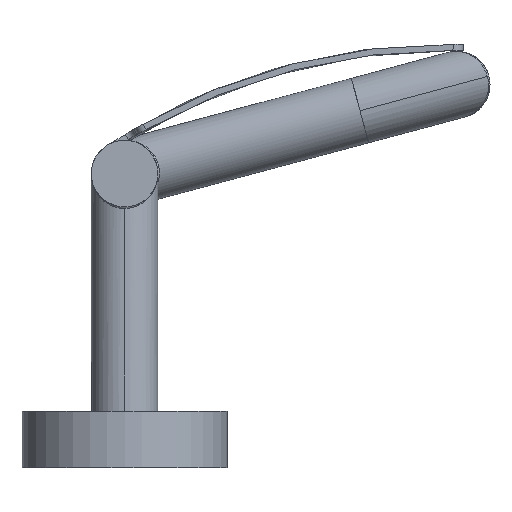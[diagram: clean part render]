
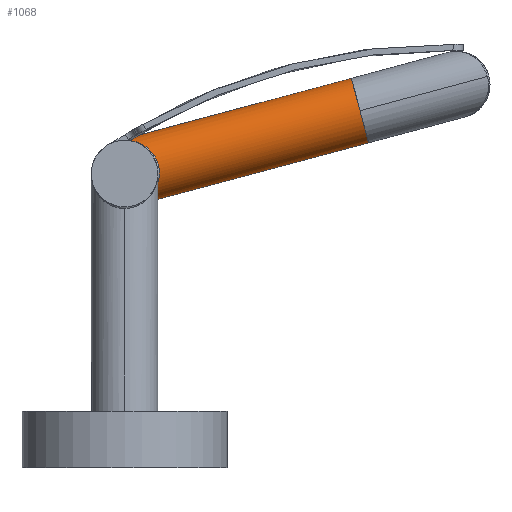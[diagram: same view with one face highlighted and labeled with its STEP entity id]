
A CAD part, left-side view. The second image highlights one B-rep face of the part: STEP entity #1068.
In plain terms, the highlighted cylindrical face has radius 6.5 mm (diameter 13 mm), a partial arc.
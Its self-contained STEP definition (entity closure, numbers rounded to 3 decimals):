
#139 = CYLINDRICAL_SURFACE ( 'NONE', #1552, 6.5 ) ;
#337 = CARTESIAN_POINT ( 'NONE',  ( 35., -53.4, 6.5 ) ) ;
#357 = CARTESIAN_POINT ( 'NONE',  ( 48., 0., -6.5 ) ) ;
#410 = FACE_OUTER_BOUND ( 'NONE', #916, .T. ) ;
#437 =( BOUNDED_CURVE ( )  B_SPLINE_CURVE ( 3, ( #1100, #1262, #1432, #357 ),
 .UNSPECIFIED., .F., .F. ) 
 B_SPLINE_CURVE_WITH_KNOTS ( ( 4, 4 ),
 ( 4.712, 7.854 ),
 .UNSPECIFIED. ) 
 CURVE ( )  GEOMETRIC_REPRESENTATION_ITEM ( )  RATIONAL_B_SPLINE_CURVE ( ( 1., 0.333, 0.333, 1. ) ) 
 REPRESENTATION_ITEM ( '' )  );
#444 = VERTEX_POINT ( 'NONE', #938 ) ;
#454 = CARTESIAN_POINT ( 'NONE',  ( 48., 0., 6.5 ) ) ;
#524 = CARTESIAN_POINT ( 'NONE',  ( 48., -67., 6.5 ) ) ;
#590 = LINE ( 'NONE', #1680, #921 ) ;
#638 = ORIENTED_EDGE ( 'NONE', *, *, #1615, .T. ) ;
#649 = DIRECTION ( 'NONE',  ( 0., -1., 0. ) ) ;
#663 = LINE ( 'NONE', #454, #2033 ) ;
#723 = CARTESIAN_POINT ( 'NONE',  ( 48., -67., -6.5 ) ) ;
#820 = ORIENTED_EDGE ( 'NONE', *, *, #2183, .F. ) ;
#916 = EDGE_LOOP ( 'NONE', ( #820, #638, #1515, #1292 ) ) ;
#920 = CARTESIAN_POINT ( 'NONE',  ( 35., -53.4, -6.5 ) ) ;
#921 = VECTOR ( 'NONE', #2026, 1000. ) ;
#938 = CARTESIAN_POINT ( 'NONE',  ( 48., 0., 6.5 ) ) ;
#953 = EDGE_CURVE ( 'NONE', #1116, #980, #1516, .T. ) ;
#980 = VERTEX_POINT ( 'NONE', #524 ) ;
#1068 = ADVANCED_FACE ( 'NONE', ( #410 ), #139, .T. ) ;
#1096 = CARTESIAN_POINT ( 'NONE',  ( 48., 0., 0. ) ) ;
#1100 = CARTESIAN_POINT ( 'NONE',  ( 48., 0., 6.5 ) ) ;
#1109 = CARTESIAN_POINT ( 'NONE',  ( 48., 0., -6.5 ) ) ;
#1116 = VERTEX_POINT ( 'NONE', #1426 ) ;
#1257 = DIRECTION ( 'NONE',  ( 0., -1., 0. ) ) ;
#1262 = CARTESIAN_POINT ( 'NONE',  ( 35., -13.6, 6.5 ) ) ;
#1292 = ORIENTED_EDGE ( 'NONE', *, *, #953, .T. ) ;
#1426 = CARTESIAN_POINT ( 'NONE',  ( 48., -67., -6.5 ) ) ;
#1432 = CARTESIAN_POINT ( 'NONE',  ( 35., -13.6, -6.5 ) ) ;
#1498 = EDGE_CURVE ( 'NONE', #1668, #1116, #590, .T. ) ;
#1515 = ORIENTED_EDGE ( 'NONE', *, *, #1498, .T. ) ;
#1516 =( BOUNDED_CURVE ( )  B_SPLINE_CURVE ( 3, ( #723, #920, #337, #2255 ),
 .UNSPECIFIED., .F., .T. ) 
 B_SPLINE_CURVE_WITH_KNOTS ( ( 4, 4 ),
 ( 1.571, 4.712 ),
 .UNSPECIFIED. ) 
 CURVE ( )  GEOMETRIC_REPRESENTATION_ITEM ( )  RATIONAL_B_SPLINE_CURVE ( ( 1., 0.333, 0.333, 1. ) ) 
 REPRESENTATION_ITEM ( '' )  );
#1552 = AXIS2_PLACEMENT_3D ( 'NONE', #1096, #1257, #1919 ) ;
#1615 = EDGE_CURVE ( 'NONE', #444, #1668, #437, .T. ) ;
#1668 = VERTEX_POINT ( 'NONE', #1109 ) ;
#1680 = CARTESIAN_POINT ( 'NONE',  ( 48., 0., -6.5 ) ) ;
#1919 = DIRECTION ( 'NONE',  ( 0., 0., -1. ) ) ;
#2026 = DIRECTION ( 'NONE',  ( 0., -1., 0. ) ) ;
#2033 = VECTOR ( 'NONE', #649, 1000. ) ;
#2183 = EDGE_CURVE ( 'NONE', #444, #980, #663, .T. ) ;
#2255 = CARTESIAN_POINT ( 'NONE',  ( 48., -67., 6.5 ) ) ;
